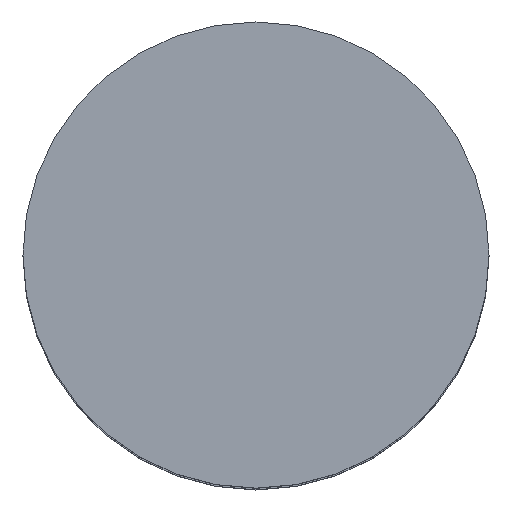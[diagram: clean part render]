
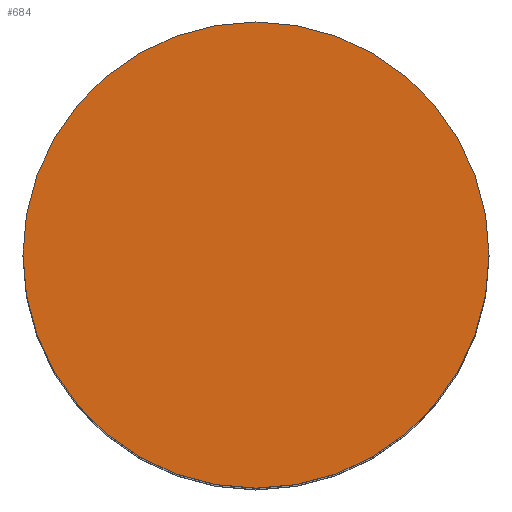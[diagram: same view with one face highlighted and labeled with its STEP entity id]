
A CAD part, top view. The second image highlights one B-rep face of the part: STEP entity #684.
In plain terms, the highlighted planar face has unit normal (0, 0, 1).
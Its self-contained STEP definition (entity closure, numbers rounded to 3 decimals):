
#6 = CARTESIAN_POINT ( 'NONE',  ( -0.8, 0., 0. ) ) ;
#17 = ORIENTED_EDGE ( 'NONE', *, *, #495, .F. ) ;
#28 = AXIS2_PLACEMENT_3D ( 'NONE', #93, #582, #525 ) ;
#73 = AXIS2_PLACEMENT_3D ( 'NONE', #504, #769, #355 ) ;
#82 = DIRECTION ( 'NONE',  ( -1., 0., 0. ) ) ;
#93 = CARTESIAN_POINT ( 'NONE',  ( 0., 0., 0. ) ) ;
#142 = FACE_OUTER_BOUND ( 'NONE', #247, .T. ) ;
#157 = CIRCLE ( 'NONE', #73, 0.8 ) ;
#179 = ORIENTED_EDGE ( 'NONE', *, *, #547, .F. ) ;
#228 = CARTESIAN_POINT ( 'NONE',  ( 0., 0., 0. ) ) ;
#247 = EDGE_LOOP ( 'NONE', ( #179, #17 ) ) ;
#293 = VERTEX_POINT ( 'NONE', #740 ) ;
#355 = DIRECTION ( 'NONE',  ( -1., 0., 0. ) ) ;
#381 = PLANE ( 'NONE',  #28 ) ;
#426 = DIRECTION ( 'NONE',  ( 0., 0., -1. ) ) ;
#495 = EDGE_CURVE ( 'NONE', #293, #572, #522, .T. ) ;
#497 = AXIS2_PLACEMENT_3D ( 'NONE', #228, #426, #82 ) ;
#504 = CARTESIAN_POINT ( 'NONE',  ( 0., 0., 0. ) ) ;
#522 = CIRCLE ( 'NONE', #497, 0.8 ) ;
#525 = DIRECTION ( 'NONE',  ( 1., 0., 0. ) ) ;
#547 = EDGE_CURVE ( 'NONE', #572, #293, #157, .T. ) ;
#572 = VERTEX_POINT ( 'NONE', #6 ) ;
#582 = DIRECTION ( 'NONE',  ( 0., 0., 1. ) ) ;
#684 = ADVANCED_FACE ( 'NONE', ( #142 ), #381, .T. ) ;
#740 = CARTESIAN_POINT ( 'NONE',  ( 0.8, 0., 0. ) ) ;
#769 = DIRECTION ( 'NONE',  ( 0., 0., -1. ) ) ;
